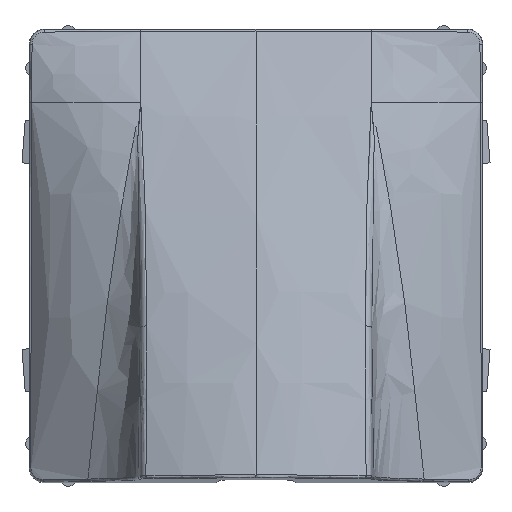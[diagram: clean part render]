
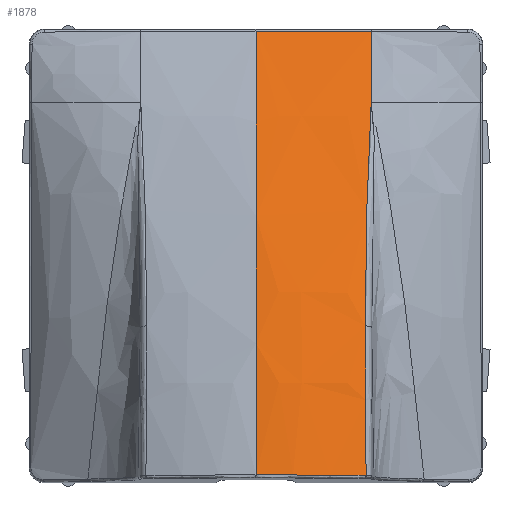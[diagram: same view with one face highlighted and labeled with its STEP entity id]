
A CAD part, top view. The second image highlights one B-rep face of the part: STEP entity #1878.
In plain terms, the highlighted free-form (B-spline) face has degree [5, 5] with [6, 6] control points.
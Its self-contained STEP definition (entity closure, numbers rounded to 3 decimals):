
#146=CARTESIAN_POINT('Vertex',(12.808,-8.21,21.62)) ;
#173=CARTESIAN_POINT('Vertex',(13.5,18.,13.13)) ;
#177=CARTESIAN_POINT('Control Point',(13.5,18.,13.13)) ;
#178=CARTESIAN_POINT('Control Point',(13.5,17.946,13.151)) ;
#179=CARTESIAN_POINT('Control Point',(13.5,17.892,13.173)) ;
#180=CARTESIAN_POINT('Control Point',(13.5,17.839,13.194)) ;
#181=CARTESIAN_POINT('Control Point',(13.498,17.572,13.3)) ;
#182=CARTESIAN_POINT('Control Point',(13.494,17.302,13.407)) ;
#183=CARTESIAN_POINT('Control Point',(13.489,17.085,13.493)) ;
#184=CARTESIAN_POINT('Control Point',(13.473,16.488,13.728)) ;
#185=CARTESIAN_POINT('Control Point',(13.451,15.882,13.965)) ;
#186=CARTESIAN_POINT('Control Point',(13.434,15.495,14.115)) ;
#187=CARTESIAN_POINT('Control Point',(13.384,14.375,14.547)) ;
#188=CARTESIAN_POINT('Control Point',(13.326,13.237,14.976)) ;
#189=CARTESIAN_POINT('Control Point',(13.288,12.498,15.252)) ;
#190=CARTESIAN_POINT('Control Point',(13.223,11.212,15.724)) ;
#191=CARTESIAN_POINT('Control Point',(13.161,9.911,16.19)) ;
#192=CARTESIAN_POINT('Control Point',(13.137,9.369,16.382)) ;
#193=CARTESIAN_POINT('Control Point',(13.067,7.776,16.94)) ;
#194=CARTESIAN_POINT('Control Point',(13.006,6.164,17.485)) ;
#195=CARTESIAN_POINT('Control Point',(12.97,5.096,17.837)) ;
#196=CARTESIAN_POINT('Control Point',(12.907,2.941,18.53)) ;
#197=CARTESIAN_POINT('Control Point',(12.861,0.759,19.194)) ;
#198=CARTESIAN_POINT('Control Point',(12.842,-0.341,19.52)) ;
#199=CARTESIAN_POINT('Control Point',(12.813,-2.558,20.157)) ;
#200=CARTESIAN_POINT('Control Point',(12.801,-4.802,20.763)) ;
#201=CARTESIAN_POINT('Control Point',(12.799,-5.933,21.057)) ;
#202=CARTESIAN_POINT('Control Point',(12.801,-7.068,21.343)) ;
#203=CARTESIAN_POINT('Control Point',(12.808,-8.21,21.62)) ;
#1095=CARTESIAN_POINT('Control Point',(12.898,-25.762,25.023)) ;
#1096=CARTESIAN_POINT('Control Point',(12.898,-25.698,25.014)) ;
#1097=CARTESIAN_POINT('Control Point',(12.897,-25.635,25.004)) ;
#1098=CARTESIAN_POINT('Control Point',(12.897,-25.571,24.995)) ;
#1099=CARTESIAN_POINT('Control Point',(12.893,-24.737,24.872)) ;
#1100=CARTESIAN_POINT('Control Point',(12.889,-23.904,24.744)) ;
#1101=CARTESIAN_POINT('Control Point',(12.886,-23.136,24.622)) ;
#1102=CARTESIAN_POINT('Control Point',(12.869,-19.665,24.055)) ;
#1103=CARTESIAN_POINT('Control Point',(12.851,-16.212,23.41)) ;
#1104=CARTESIAN_POINT('Control Point',(12.837,-13.534,22.861)) ;
#1105=CARTESIAN_POINT('Control Point',(12.823,-10.866,22.265)) ;
#1106=CARTESIAN_POINT('Control Point',(12.808,-8.21,21.62)) ;
#1107=CARTESIAN_POINT('Vertex',(12.898,-25.762,25.023)) ;
#1796=CARTESIAN_POINT('Control Point',(26.5,26.5,9.5)) ;
#1797=CARTESIAN_POINT('Control Point',(21.2,26.5,9.5)) ;
#1798=CARTESIAN_POINT('Control Point',(15.9,26.5,9.5)) ;
#1799=CARTESIAN_POINT('Control Point',(10.6,26.5,9.5)) ;
#1800=CARTESIAN_POINT('Control Point',(5.3,26.5,9.5)) ;
#1801=CARTESIAN_POINT('Control Point',(0.,26.5,9.5)) ;
#1802=CARTESIAN_POINT('Control Point',(26.5,15.919,12.731)) ;
#1803=CARTESIAN_POINT('Control Point',(21.065,16.184,13.44)) ;
#1804=CARTESIAN_POINT('Control Point',(15.698,16.393,14.003)) ;
#1805=CARTESIAN_POINT('Control Point',(10.398,16.54,14.397)) ;
#1806=CARTESIAN_POINT('Control Point',(5.165,16.617,14.605)) ;
#1807=CARTESIAN_POINT('Control Point',(0.,16.617,14.605)) ;
#1808=CARTESIAN_POINT('Control Point',(26.5,5.175,15.177)) ;
#1809=CARTESIAN_POINT('Control Point',(20.998,5.586,16.674)) ;
#1810=CARTESIAN_POINT('Control Point',(15.597,5.905,17.845)) ;
#1811=CARTESIAN_POINT('Control Point',(10.297,6.126,18.658)) ;
#1812=CARTESIAN_POINT('Control Point',(5.098,6.241,19.08)) ;
#1813=CARTESIAN_POINT('Control Point',(0.,6.241,19.08)) ;
#1814=CARTESIAN_POINT('Control Point',(26.5,-5.474,16.731)) ;
#1815=CARTESIAN_POINT('Control Point',(21.003,-5.061,19.055)) ;
#1816=CARTESIAN_POINT('Control Point',(15.604,-4.745,20.85)) ;
#1817=CARTESIAN_POINT('Control Point',(10.304,-4.531,22.08)) ;
#1818=CARTESIAN_POINT('Control Point',(5.103,-4.421,22.712)) ;
#1819=CARTESIAN_POINT('Control Point',(0.,-4.421,22.712)) ;
#1820=CARTESIAN_POINT('Control Point',(26.5,-15.987,17.5)) ;
#1821=CARTESIAN_POINT('Control Point',(21.069,-15.707,20.663)) ;
#1822=CARTESIAN_POINT('Control Point',(15.704,-15.498,23.07)) ;
#1823=CARTESIAN_POINT('Control Point',(10.404,-15.358,24.698)) ;
#1824=CARTESIAN_POINT('Control Point',(5.169,-15.288,25.523)) ;
#1825=CARTESIAN_POINT('Control Point',(0.,-15.288,25.523)) ;
#1826=CARTESIAN_POINT('Control Point',(26.5,-26.5,17.5)) ;
#1827=CARTESIAN_POINT('Control Point',(21.2,-26.5,21.5)) ;
#1828=CARTESIAN_POINT('Control Point',(15.9,-26.5,24.5)) ;
#1829=CARTESIAN_POINT('Control Point',(10.6,-26.5,26.5)) ;
#1830=CARTESIAN_POINT('Control Point',(5.3,-26.5,27.5)) ;
#1831=CARTESIAN_POINT('Control Point',(0.,-26.5,27.5)) ;
#1833=CARTESIAN_POINT('Control Point',(0.,-25.689,27.355)) ;
#1834=CARTESIAN_POINT('Control Point',(0.,-14.694,25.366)) ;
#1835=CARTESIAN_POINT('Control Point',(0.,-4.027,22.571)) ;
#1836=CARTESIAN_POINT('Control Point',(0.,6.441,18.985)) ;
#1837=CARTESIAN_POINT('Control Point',(0.,16.63,14.587)) ;
#1838=CARTESIAN_POINT('Control Point',(0.,26.345,9.58)) ;
#1839=CARTESIAN_POINT('Vertex',(0.,26.345,9.58)) ;
#1841=CARTESIAN_POINT('Vertex',(0.,-25.689,27.355)) ;
#1845=CARTESIAN_POINT('Control Point',(12.898,-25.762,25.023)) ;
#1846=CARTESIAN_POINT('Control Point',(9.74,-25.726,26.165)) ;
#1847=CARTESIAN_POINT('Control Point',(6.518,-25.701,26.957)) ;
#1848=CARTESIAN_POINT('Control Point',(3.258,-25.689,27.355)) ;
#1849=CARTESIAN_POINT('Control Point',(0.,-25.689,27.355)) ;
#1852=CARTESIAN_POINT('Control Point',(13.5,18.,13.13)) ;
#1853=CARTESIAN_POINT('Control Point',(13.5,20.806,12.011)) ;
#1854=CARTESIAN_POINT('Control Point',(13.5,23.585,10.826)) ;
#1855=CARTESIAN_POINT('Control Point',(13.5,26.332,9.577)) ;
#1856=CARTESIAN_POINT('Vertex',(13.5,26.332,9.577)) ;
#1860=CARTESIAN_POINT('Control Point',(0.,26.345,9.58)) ;
#1861=CARTESIAN_POINT('Control Point',(1.293,26.345,9.58)) ;
#1862=CARTESIAN_POINT('Control Point',(2.597,26.345,9.58)) ;
#1863=CARTESIAN_POINT('Control Point',(3.955,26.344,9.58)) ;
#1864=CARTESIAN_POINT('Control Point',(6.638,26.342,9.579)) ;
#1865=CARTESIAN_POINT('Control Point',(9.322,26.339,9.579)) ;
#1866=CARTESIAN_POINT('Control Point',(10.715,26.337,9.578)) ;
#1867=CARTESIAN_POINT('Control Point',(12.107,26.335,9.577)) ;
#1868=CARTESIAN_POINT('Control Point',(13.5,26.332,9.577)) ;
#1871=ORIENTED_EDGE('',*,*,#1843,.T.) ;
#1872=ORIENTED_EDGE('',*,*,#1850,.T.) ;
#1873=ORIENTED_EDGE('',*,*,#1109,.T.) ;
#1874=ORIENTED_EDGE('',*,*,#204,.T.) ;
#1875=ORIENTED_EDGE('',*,*,#1858,.F.) ;
#1876=ORIENTED_EDGE('',*,*,#1869,.T.) ;
#1878=ADVANCED_FACE('PartBody',(#1877),#1795,.F.) ;
#176=B_SPLINE_CURVE_WITH_KNOTS('',5,(#177,#178,#179,#180,#181,#182,#183,#184,#185,#186,#187,#188,#189,#190,#191,#192,#193,#194,#195,#196,#197,#198,#199,#200,#201,#202,#203),.UNSPECIFIED.,.F.,.U.,(6,3,3,3,3,3,3,3,6),(0.,0.636,3.157,7.545,15.772,21.585,32.8,44.053,55.349),.UNSPECIFIED.) ;
#1094=B_SPLINE_CURVE_WITH_KNOTS('',5,(#1095,#1096,#1097,#1098,#1099,#1100,#1101,#1102,#1103,#1104,#1105,#1106),.UNSPECIFIED.,.F.,.U.,(6,3,3,6),(16.786,17.237,22.717,42.01),.UNSPECIFIED.) ;
#1832=B_SPLINE_CURVE_WITH_KNOTS('',5,(#1833,#1834,#1835,#1836,#1837,#1838),.UNSPECIFIED.,.F.,.U.,(6,6),(-26.915,27.544),.UNSPECIFIED.) ;
#1844=B_SPLINE_CURVE_WITH_KNOTS('',4,(#1845,#1846,#1847,#1848,#1849),.UNSPECIFIED.,.F.,.U.,(5,5),(34.547,52.919),.UNSPECIFIED.) ;
#1851=B_SPLINE_CURVE_WITH_KNOTS('',3,(#1852,#1853,#1854,#1855),.UNSPECIFIED.,.F.,.U.,(4,4),(65.292,78.102),.UNSPECIFIED.) ;
#1859=B_SPLINE_CURVE_WITH_KNOTS('',5,(#1860,#1861,#1862,#1863,#1864,#1865,#1866,#1867,#1868),.UNSPECIFIED.,.F.,.U.,(6,3,6),(49.244,58.377,68.224),.UNSPECIFIED.) ;
#1795=B_SPLINE_SURFACE_WITH_KNOTS('',5,5,((#1796,#1797,#1798,#1799,#1800,#1801),(#1802,#1803,#1804,#1805,#1806,#1807),(#1808,#1809,#1810,#1811,#1812,#1813),(#1814,#1815,#1816,#1817,#1818,#1819),(#1820,#1821,#1822,#1823,#1824,#1825),(#1826,#1827,#1828,#1829,#1830,#1831)),.UNSPECIFIED.,.F.,.F.,.U.,(6,6),(6,6),(0.,55.435),(26.5,53.),.UNSPECIFIED.) ;
#204=EDGE_CURVE('',#147,#174,#176,.F.) ;
#1109=EDGE_CURVE('',#1108,#147,#1094,.T.) ;
#1843=EDGE_CURVE('',#1840,#1842,#1832,.F.) ;
#1850=EDGE_CURVE('',#1842,#1108,#1844,.F.) ;
#1858=EDGE_CURVE('',#1857,#174,#1851,.F.) ;
#1869=EDGE_CURVE('',#1857,#1840,#1859,.F.) ;
#1870=EDGE_LOOP('',(#1871,#1872,#1873,#1874,#1875,#1876)) ;
#1877=FACE_OUTER_BOUND('',#1870,.T.) ;
#147=VERTEX_POINT('',#146) ;
#174=VERTEX_POINT('',#173) ;
#1108=VERTEX_POINT('',#1107) ;
#1840=VERTEX_POINT('',#1839) ;
#1842=VERTEX_POINT('',#1841) ;
#1857=VERTEX_POINT('',#1856) ;
